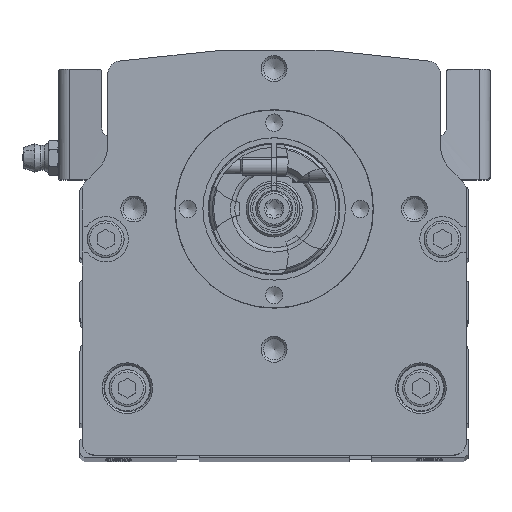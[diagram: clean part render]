
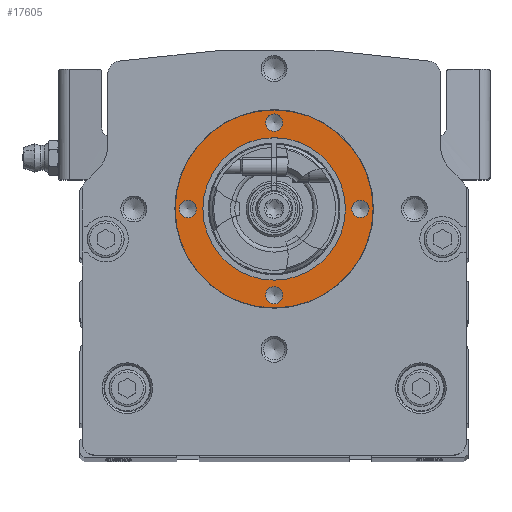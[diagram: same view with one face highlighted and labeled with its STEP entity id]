
A CAD part, top view. The second image highlights one B-rep face of the part: STEP entity #17605.
In plain terms, the highlighted planar face has unit normal (0, 0, 1).
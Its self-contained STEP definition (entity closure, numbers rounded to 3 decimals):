
#282=PLANE('',#18782);
#4590=ORIENTED_EDGE('',*,*,#7832,.F.);
#4591=ORIENTED_EDGE('',*,*,#7833,.F.);
#4592=ORIENTED_EDGE('',*,*,#7834,.T.);
#4593=ORIENTED_EDGE('',*,*,#7835,.T.);
#4594=ORIENTED_EDGE('',*,*,#7836,.T.);
#4595=ORIENTED_EDGE('',*,*,#7831,.T.);
#7831=EDGE_CURVE('',#9552,#9552,#10640,.T.);
#7832=EDGE_CURVE('',#9553,#9553,#10641,.T.);
#7833=EDGE_CURVE('',#9554,#9554,#10642,.F.);
#7834=EDGE_CURVE('',#9555,#9555,#10643,.T.);
#7835=EDGE_CURVE('',#9556,#9556,#10644,.T.);
#7836=EDGE_CURVE('',#9557,#9557,#10645,.T.);
#9552=VERTEX_POINT('',#25951);
#9553=VERTEX_POINT('',#25954);
#9554=VERTEX_POINT('',#25956);
#9555=VERTEX_POINT('',#25958);
#9556=VERTEX_POINT('',#25960);
#9557=VERTEX_POINT('',#25962);
#10640=CIRCLE('',#18781,16.5);
#10641=CIRCLE('',#18783,22.929);
#10642=CIRCLE('',#18784,2.);
#10643=CIRCLE('',#18785,2.);
#10644=CIRCLE('',#18786,2.);
#10645=CIRCLE('',#18787,2.);
#11427=EDGE_LOOP('',(#4590));
#11428=EDGE_LOOP('',(#4591));
#11429=EDGE_LOOP('',(#4592));
#11430=EDGE_LOOP('',(#4593));
#11431=EDGE_LOOP('',(#4594));
#11432=EDGE_LOOP('',(#4595));
#12560=FACE_BOUND('',#11427,.T.);
#12561=FACE_BOUND('',#11428,.T.);
#12562=FACE_BOUND('',#11429,.T.);
#12563=FACE_BOUND('',#11430,.T.);
#12564=FACE_BOUND('',#11431,.T.);
#12565=FACE_BOUND('',#11432,.T.);
#17605=ADVANCED_FACE('',(#12560,#12561,#12562,#12563,#12564,#12565),#282,
 .F.);
#18781=AXIS2_PLACEMENT_3D('',#25950,#21501,#21502);
#18782=AXIS2_PLACEMENT_3D('',#25952,#21503,#21504);
#18783=AXIS2_PLACEMENT_3D('',#25953,#21505,#21506);
#18784=AXIS2_PLACEMENT_3D('',#25955,#21507,#21508);
#18785=AXIS2_PLACEMENT_3D('',#25957,#21509,#21510);
#18786=AXIS2_PLACEMENT_3D('',#25959,#21511,#21512);
#18787=AXIS2_PLACEMENT_3D('',#25961,#21513,#21514);
#21501=DIRECTION('',(0.,0.,-1.));
#21502=DIRECTION('',(-1.,0.,0.));
#21503=DIRECTION('',(0.,0.,-1.));
#21504=DIRECTION('',(-1.,0.,0.));
#21505=DIRECTION('',(0.,0.,-1.));
#21506=DIRECTION('',(-1.,0.,0.));
#21507=DIRECTION('',(0.,0.,-1.));
#21508=DIRECTION('',(-1.,0.,0.));
#21509=DIRECTION('',(0.,0.,-1.));
#21510=DIRECTION('',(-1.,0.,0.));
#21511=DIRECTION('',(0.,0.,-1.));
#21512=DIRECTION('',(-1.,0.,0.));
#21513=DIRECTION('',(0.,0.,-1.));
#21514=DIRECTION('',(-1.,0.,0.));
#25950=CARTESIAN_POINT('',(0.,57.5,34.));
#25951=CARTESIAN_POINT('',(-16.5,57.5,34.));
#25952=CARTESIAN_POINT('',(0.,74.,34.));
#25953=CARTESIAN_POINT('',(0.,57.5,34.));
#25954=CARTESIAN_POINT('',(-22.929,57.5,34.));
#25955=CARTESIAN_POINT('',(0.,77.5,34.));
#25956=CARTESIAN_POINT('',(-2.,77.5,34.));
#25957=CARTESIAN_POINT('',(20.,57.5,34.));
#25958=CARTESIAN_POINT('',(18.,57.5,34.));
#25959=CARTESIAN_POINT('',(0.,37.5,34.));
#25960=CARTESIAN_POINT('',(-2.,37.5,34.));
#25961=CARTESIAN_POINT('',(-20.,57.5,34.));
#25962=CARTESIAN_POINT('',(-22.,57.5,34.));
